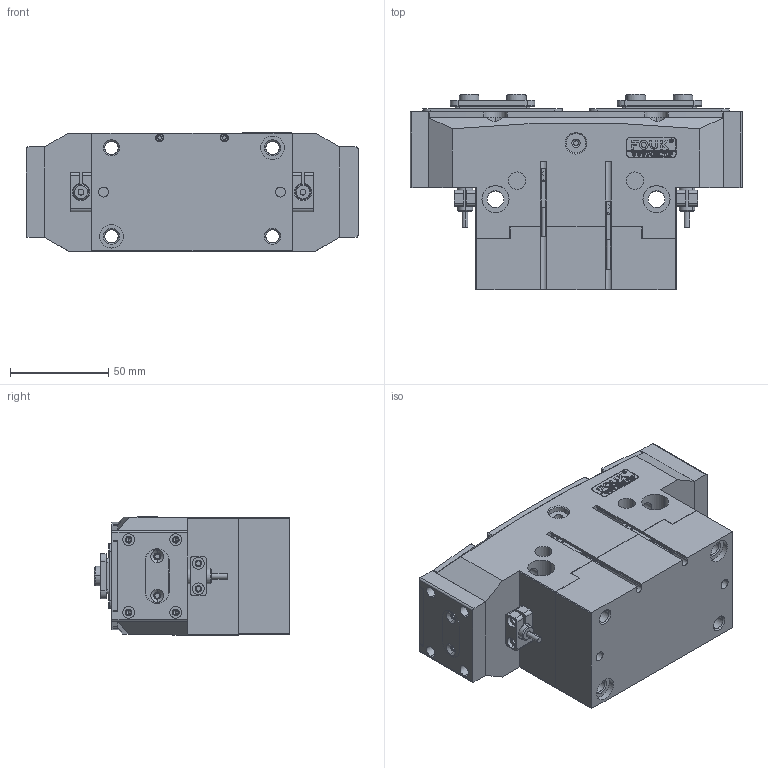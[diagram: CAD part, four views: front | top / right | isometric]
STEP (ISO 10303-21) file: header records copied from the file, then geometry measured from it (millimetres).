
FILE_DESCRIPTION (( 'STEP AP203' ), '1' );
FILE_NAME ('FR57-150-P-NO.STEP', '2025-01-13T08:02:52', ( 'USER-' ), ( 'Microsoft' ), 'SwSTEP 2.0', 'SolidWorks 2018', '' );
FILE_SCHEMA (( 'CONFIG_CONTROL_DESIGN' ));
Length unit declared in the file: millimetre
Products named in the file (20): TRT57-150-M-01 喘倛褲极; TRT57-150-M-02 喘倛賑輸; 8x23諉輪羲壽; 25x10-R1.5; 棠羲換覜ん; TRT57-150-M-13 移动挡板(默认); TRT57-150-M-11奻葡裔啣; FR57-150; FR57-150-P; TRT57-150-M-14 忒硌薊啣; 褫籵蚚苤結裔; ﾏ擎ﾗ10｡ﾁ6; TRT57-150-M-22B 晊扥极; 揤輸蚾饜极; TRT57-150-M-12 耜猾极; FR57-150-P-NO; 揤輸杅耀.sldasm-Part-9; P-GS-T-01 喘倛蚚標釱; TRT57-150標蛈饜滅鳥; 埴翐芛_GB_FASTENER_SCREWS_HSHCS M2X8-N
Assembly tree (36 placements, depth 5):
  FR57-150-P-NO
    FR57-150-P
      FR57-150
        TRT57-150-M-01 喘倛褲极
        TRT57-150-M-02 喘倛賑輸  x2
        P-GS-T-01 喘倛蚚標釱  x2
        8x23諉輪羲壽  x2
        25x10-R1.5
        棠羲換覜ん  x2
        揤輸蚾饜极  x2
          揤輸杅耀.sldasm-Part-9
          埴翐芛_GB_FASTENER_SCREWS_HSHCS M2X8-N
        ﾏ擎ﾗ10｡ﾁ6  x4
      TRT57-150標蛈饜滅鳥
        TRT57-150-M-11奻葡裔啣
        TRT57-150-M-12 耜猾极  x2
        TRT57-150-M-14 忒硌薊啣  x2
        TRT57-150-M-13 移动挡板(默认)  x2
        褫籵蚚苤結裔  x2
      ﾏ擎ﾗ10｡ﾁ6  x4
    TRT57-150-M-22B 晊扥极
Bounding box: 169 x 99.5 x 60.1 mm (x, y, z)
Volume: 638803.9 mm3; surface area: 158856.2 mm2
Topology: 34 solids, 43 shells, 1793 faces, 4576 edges, 2896 vertices
Faces by surface type: plane 759, cylinder 581, cone 290, bspline 155, torus 8
Entity records: 48038 total; most frequent: CARTESIAN_POINT 13892, ORIENTED_EDGE 6660, DIRECTION 6288, EDGE_CURVE 3330, VERTEX_POINT 2175, AXIS2_PLACEMENT_3D 2123, LINE 2042, VECTOR 2042
